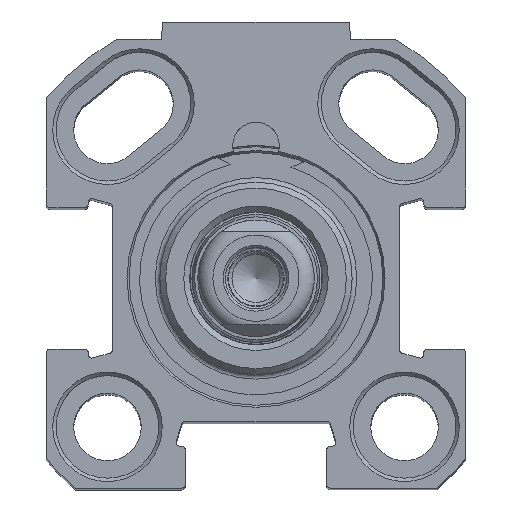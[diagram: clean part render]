
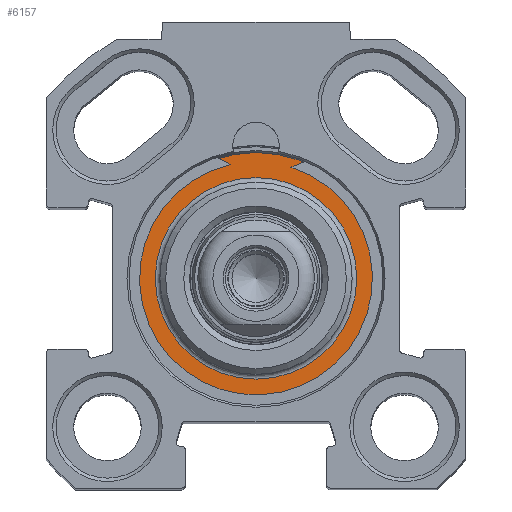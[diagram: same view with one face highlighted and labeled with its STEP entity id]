
A CAD part, top view. The second image highlights one B-rep face of the part: STEP entity #6157.
In plain terms, the highlighted planar face has unit normal (0, 0, 1).
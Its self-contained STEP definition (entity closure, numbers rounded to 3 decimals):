
#6123=CARTESIAN_POINT('',(0.0,-10.8,49.2));
#6124=VERTEX_POINT('',#6123);
#6125=CARTESIAN_POINT('',(0.0,0.0,49.2));
#6126=DIRECTION('',(0.0,0.0,1.0));
#6127=DIRECTION('',(0.0,-1.0,0.0));
#6128=AXIS2_PLACEMENT_3D('',#6125,#6126,#6127);
#6129=CIRCLE('',#6128,10.8);
#6130=EDGE_CURVE('',#6124,#6124,#6129,.T.);
#6138=CARTESIAN_POINT('',(0.0,-9.725,49.2));
#6139=DIRECTION('',(0.0,0.0,1.0));
#6140=DIRECTION('',(1.0,0.0,0.0));
#6141=AXIS2_PLACEMENT_3D('',#6138,#6139,#6140);
#6142=PLANE('',#6141);
#6143=ORIENTED_EDGE('',*,*,#6130,.T.);
#6144=EDGE_LOOP('',(#6143));
#6145=FACE_OUTER_BOUND('',#6144,.T.);
#6146=CARTESIAN_POINT('',(0.0,-8.65,49.2));
#6147=VERTEX_POINT('',#6146);
#6148=CARTESIAN_POINT('',(0.0,0.0,49.2));
#6149=DIRECTION('',(0.0,0.0,1.0));
#6150=DIRECTION('',(0.0,-1.0,0.0));
#6151=AXIS2_PLACEMENT_3D('',#6148,#6149,#6150);
#6152=CIRCLE('',#6151,8.65);
#6153=EDGE_CURVE('',#6147,#6147,#6152,.T.);
#6154=ORIENTED_EDGE('',*,*,#6153,.F.);
#6155=EDGE_LOOP('',(#6154));
#6156=FACE_BOUND('',#6155,.T.);
#6157=ADVANCED_FACE('',(#6145,#6156),#6142,.T.);
